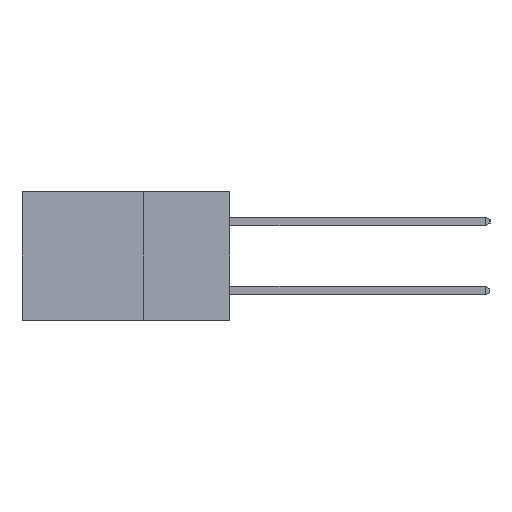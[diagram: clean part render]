
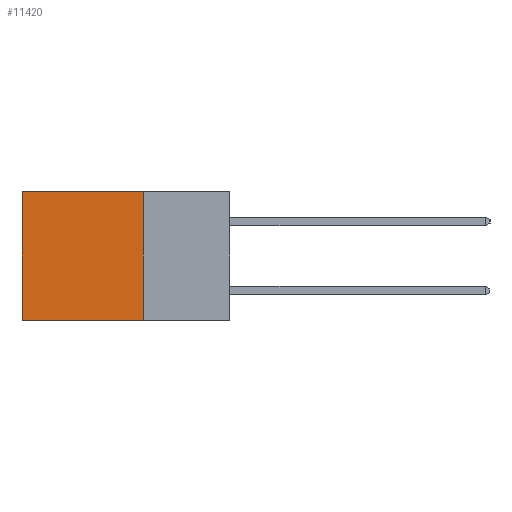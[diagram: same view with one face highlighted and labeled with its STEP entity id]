
A CAD part, left-side view. The second image highlights one B-rep face of the part: STEP entity #11420.
In plain terms, the highlighted planar face has unit normal (-1, 0, 0).
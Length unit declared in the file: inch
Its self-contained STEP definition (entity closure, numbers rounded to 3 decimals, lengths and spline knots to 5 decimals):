
#122 = VERTEX_POINT ( 'NONE', #9505 ) ;
#206 = FACE_OUTER_BOUND ( 'NONE', #8802, .T. ) ;
#211 = ORIENTED_EDGE ( 'NONE', *, *, #6248, .F. ) ;
#332 = VECTOR ( 'NONE', #6001, 39.37008 ) ;
#859 = DIRECTION ( 'NONE',  ( 0., 1., 0. ) ) ;
#889 = EDGE_CURVE ( 'NONE', #10691, #122, #2438, .T. ) ;
#1014 = PLANE ( 'NONE',  #1809 ) ;
#1032 = CARTESIAN_POINT ( 'NONE',  ( 0.298, 0.25, -0.37 ) ) ;
#1103 = ORIENTED_EDGE ( 'NONE', *, *, #889, .F. ) ;
#1363 = CARTESIAN_POINT ( 'NONE',  ( 0.298, 0.6, 0. ) ) ;
#1809 = AXIS2_PLACEMENT_3D ( 'NONE', #7091, #2053, #9115 ) ;
#2053 = DIRECTION ( 'NONE',  ( 1., 0., 0. ) ) ;
#2438 = LINE ( 'NONE', #1032, #10491 ) ;
#3383 = LINE ( 'NONE', #4981, #332 ) ;
#3688 = VECTOR ( 'NONE', #3926, 39.37008 ) ;
#3926 = DIRECTION ( 'NONE',  ( 0., 0., -1. ) ) ;
#4185 = LINE ( 'NONE', #13014, #9556 ) ;
#4981 = CARTESIAN_POINT ( 'NONE',  ( 0.298, 0.25, 0. ) ) ;
#6001 = DIRECTION ( 'NONE',  ( 0., 1., 0. ) ) ;
#6248 = EDGE_CURVE ( 'NONE', #11900, #10691, #4185, .T. ) ;
#6862 = CARTESIAN_POINT ( 'NONE',  ( 0.298, 0.25, 0. ) ) ;
#7091 = CARTESIAN_POINT ( 'NONE',  ( 0.298, 0.25, 0. ) ) ;
#7406 = EDGE_CURVE ( 'NONE', #9027, #122, #9053, .T. ) ;
#8802 = EDGE_LOOP ( 'NONE', ( #10558, #1103, #211, #9091 ) ) ;
#8899 = CARTESIAN_POINT ( 'NONE',  ( 0.298, 0.6, 0. ) ) ;
#9027 = VERTEX_POINT ( 'NONE', #1363 ) ;
#9053 = LINE ( 'NONE', #8899, #3688 ) ;
#9091 = ORIENTED_EDGE ( 'NONE', *, *, #12048, .T. ) ;
#9115 = DIRECTION ( 'NONE',  ( 0., 0., -1. ) ) ;
#9505 = CARTESIAN_POINT ( 'NONE',  ( 0.298, 0.6, -0.37 ) ) ;
#9556 = VECTOR ( 'NONE', #12232, 39.37008 ) ;
#10491 = VECTOR ( 'NONE', #859, 39.37008 ) ;
#10558 = ORIENTED_EDGE ( 'NONE', *, *, #7406, .T. ) ;
#10691 = VERTEX_POINT ( 'NONE', #11926 ) ;
#11420 = ADVANCED_FACE ( 'NONE', ( #206 ), #1014, .F. ) ;
#11900 = VERTEX_POINT ( 'NONE', #6862 ) ;
#11926 = CARTESIAN_POINT ( 'NONE',  ( 0.298, 0.25, -0.37 ) ) ;
#12048 = EDGE_CURVE ( 'NONE', #11900, #9027, #3383, .T. ) ;
#12232 = DIRECTION ( 'NONE',  ( 0., 0., -1. ) ) ;
#13014 = CARTESIAN_POINT ( 'NONE',  ( 0.298, 0.25, 0. ) ) ;
